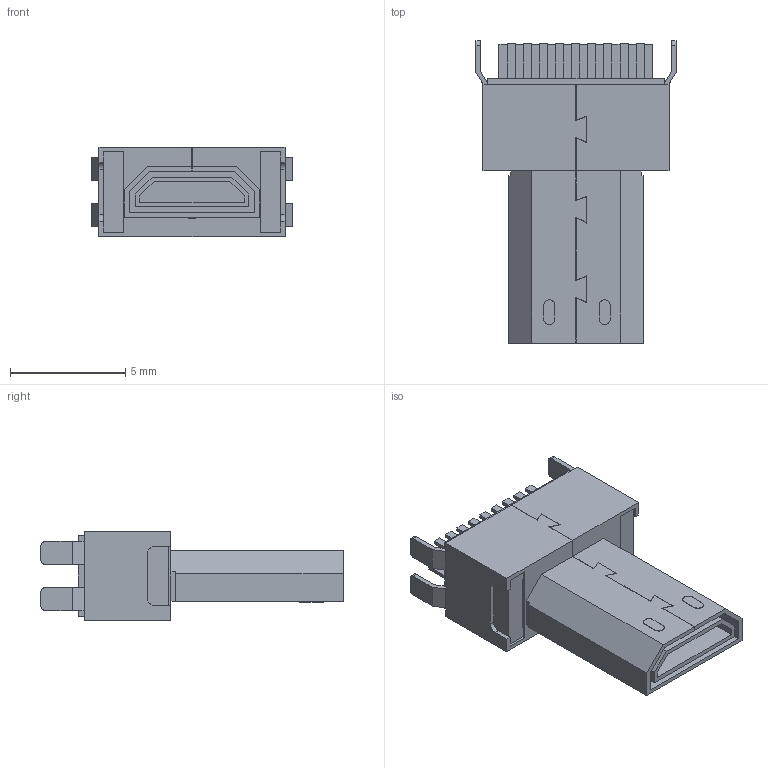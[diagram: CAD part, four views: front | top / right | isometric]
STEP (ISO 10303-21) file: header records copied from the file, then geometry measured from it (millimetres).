
FILE_DESCRIPTION(/* description */ (''),/* implementation_level */ '2;1');
FILE_NAME(/* name */ 'MICRO_HDMI_JTHDDM.stp',/* time_stamp */ '2025-07-28T20:45:41-07:00',/* author */ ('mmajz'),/* organization */ (''),/* preprocessor_version */ 'ST-DEVELOPER v17',/* originating_system */ 'Autodesk Inventor 2019',/* authorisation */ '');
FILE_SCHEMA (('AUTOMOTIVE_DESIGN { 1 0 10303 214 3 1 1 }'));
Length unit declared in the file: millimetre
Products named in the file (1): MICRO_HDMI_JTHDDM
Bounding box: 8.69 x 13.11 x 3.9 mm (x, y, z)
Volume: 163.2 mm3; surface area: 787.8 mm2
Topology: 14 solids, 14 shells, 308 faces, 800 edges, 528 vertices
Faces by surface type: plane 274, cylinder 34
Entity records: 9318 total; most frequent: CARTESIAN_POINT 1637, ORIENTED_EDGE 1600, DIRECTION 1486, EDGE_CURVE 800, LINE 732, VECTOR 732, VERTEX_POINT 528, AXIS2_PLACEMENT_3D 377
